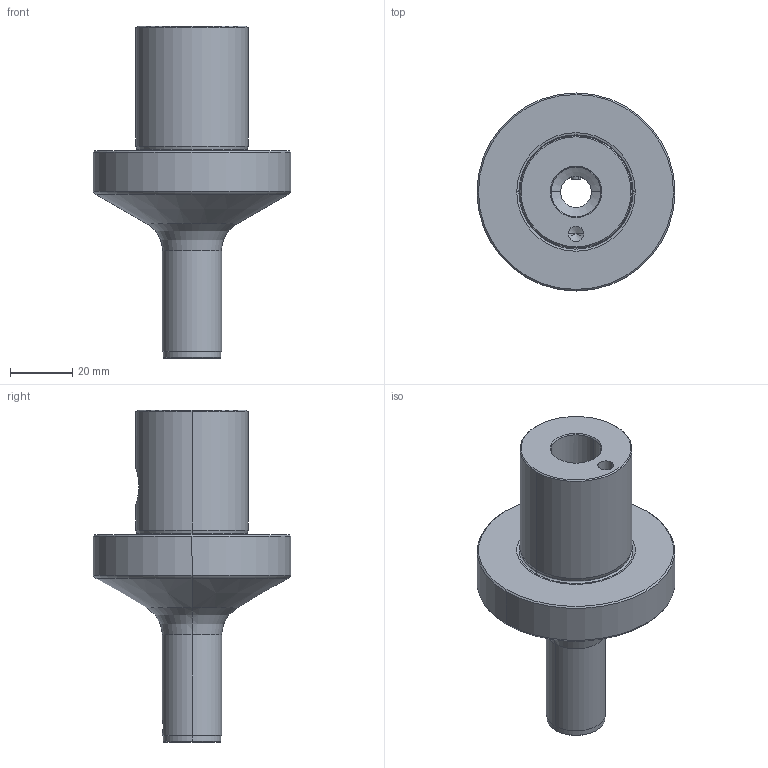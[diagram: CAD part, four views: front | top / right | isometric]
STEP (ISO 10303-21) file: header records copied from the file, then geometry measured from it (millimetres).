
FILE_DESCRIPTION(('no description'),'unknown implementation level');
FILE_NAME('0F95EF22-6691-4A73-B6CA-0684EADAB0EA_export.stp',' ',('CIMSOURCE GmbH'),('CADClick - KiM GmbH - www.kimweb.de'),'unknown preprocess','ACIS','unknown authorization');
FILE_SCHEMA(('automotive_design'));
Length unit declared in the file: millimetre
Products named in the file (2): 332.611 Kaiser CK6 X CK1 X 65B|690.431 Kaiser ETL M4 X 5 CK1_Standard;NONE; 332.611 Kaiser CK6 X CK1 X 65B|332.611 Kaiser CK6 X CK1 X 65B_Standard;NONE
Bounding box: 63.5 x 63.5 x 106.5 mm (x, y, z)
Volume: 99104.8 mm3; surface area: 20805.4 mm2
Topology: 2 solids, 2 shells, 111 faces, 250 edges, 142 vertices
Faces by surface type: cone 46, cylinder 30, plane 27, torus 8
Entity records: 6203 total; most frequent: CARTESIAN_POINT 827, DIRECTION 568, STYLED_ITEM 501, PRESENTATION_STYLE_ASSIGNMENT 501, COLOUR_RGB 501, ORIENTED_EDGE 492, EDGE_CURVE 246, CURVE_STYLE 246
